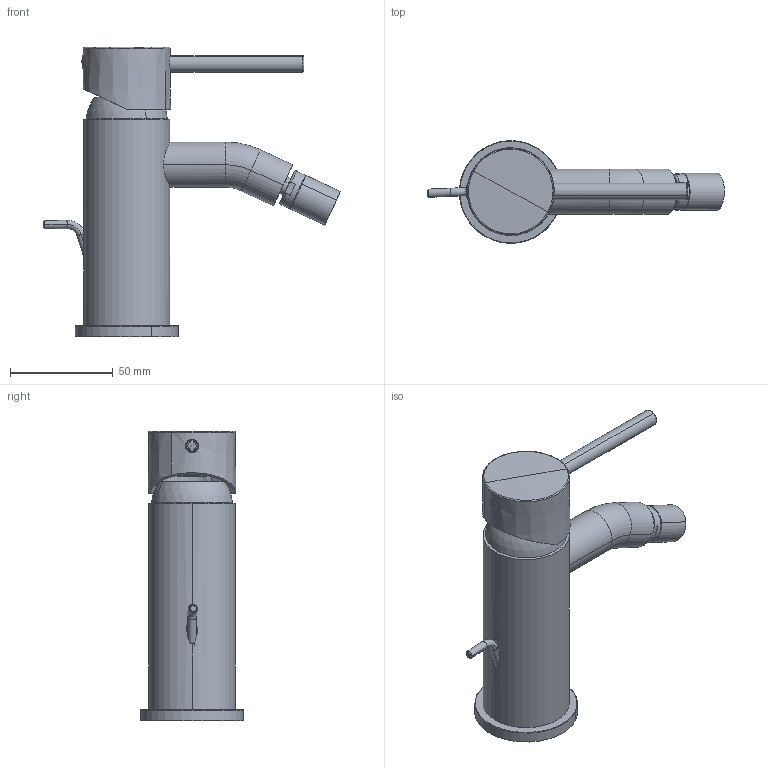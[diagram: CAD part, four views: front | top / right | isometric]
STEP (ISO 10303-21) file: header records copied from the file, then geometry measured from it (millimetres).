
FILE_DESCRIPTION(('CATIA V5 STEP Exchange','CAx-IF Rec.Pracs.--- Model Styling and Organization---1.5--- 2016-08-15','CAx-IF Rec.Pracs.---Supplemental Geometry---1.0---2011-11-01','CAx-IF Rec.Pracs.--- Composite Materials ---3.4---2017-06-13','CAx-IF Rec.Pracs.---Tessellated 3D Geometry---1.0---2015-12-17'),'2;1');
FILE_NAME('K2000550.stp','2026-03-20T08:14:14+00:00',('none'),('none'),'CATIA Version 5-6 Release 2020 SP3','CATIA V5 STEP AP242 v2','none');
FILE_SCHEMA(('AP242_MANAGED_MODEL_BASED_3D_ENGINEERING_MIM_LF {1 0 10303 442 1 1 4}'));
Length unit declared in the file: millimetre
Products named in the file (1): K2000550
Bounding box: 144.26 x 49.99 x 140.95 mm (x, y, z)
Volume: 40210.3 mm3; surface area: 59879.1 mm2
Topology: 16 solids, 41 shells, 511 faces, 1241 edges, 797 vertices
Faces by surface type: cylinder 175, plane 120, cone 90, torus 65, bspline 45, sphere 12, revolution 4
Entity records: 18727 total; most frequent: CARTESIAN_POINT 8012, ORIENTED_EDGE 2350, DIRECTION 1588, EDGE_CURVE 1235, AXIS2_PLACEMENT_3D 864, VERTEX_POINT 797, EDGE_LOOP 558, CIRCLE 540
